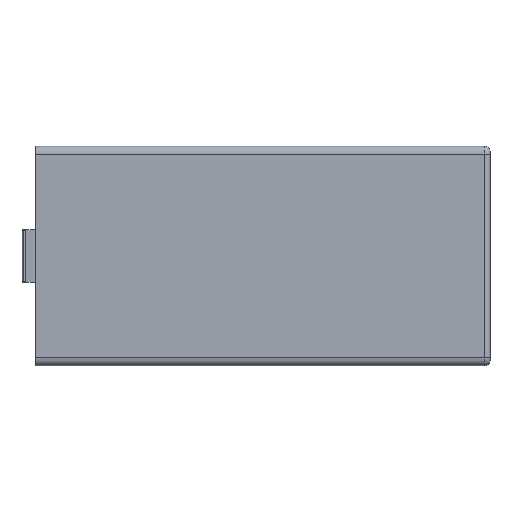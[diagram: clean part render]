
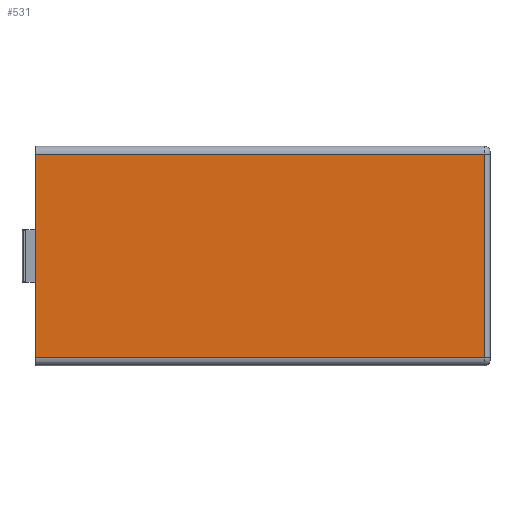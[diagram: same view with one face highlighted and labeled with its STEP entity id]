
A CAD part, front view. The second image highlights one B-rep face of the part: STEP entity #531.
In plain terms, the highlighted planar face has unit normal (0, -1, 0).
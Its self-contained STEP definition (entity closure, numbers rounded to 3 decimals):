
#55 = ORIENTED_EDGE ( 'NONE', *, *, #1627, .T. ) ;
#115 = PLANE ( 'NONE',  #973 ) ;
#205 = LINE ( 'NONE', #1793, #1240 ) ;
#253 = CARTESIAN_POINT ( 'NONE',  ( 42.5, 0., 19.5 ) ) ;
#289 = FACE_OUTER_BOUND ( 'NONE', #553, .T. ) ;
#412 = CARTESIAN_POINT ( 'NONE',  ( 42.5, 0., -19.5 ) ) ;
#485 = DIRECTION ( 'NONE',  ( 1., 0., 0. ) ) ;
#495 = LINE ( 'NONE', #1657, #977 ) ;
#531 = ADVANCED_FACE ( 'NONE', ( #289 ), #115, .F. ) ;
#553 = EDGE_LOOP ( 'NONE', ( #55, #1812, #1569, #1872 ) ) ;
#696 = EDGE_CURVE ( 'NONE', #1074, #1435, #1162, .T. ) ;
#718 = DIRECTION ( 'NONE',  ( 0., 0., 1. ) ) ;
#728 = DIRECTION ( 'NONE',  ( -1., 0., 0. ) ) ;
#799 = DIRECTION ( 'NONE',  ( 0., 0., 1. ) ) ;
#929 = EDGE_CURVE ( 'NONE', #1864, #1711, #495, .T. ) ;
#973 = AXIS2_PLACEMENT_3D ( 'NONE', #1860, #1580, #718 ) ;
#977 = VECTOR ( 'NONE', #799, 1000. ) ;
#1030 = EDGE_CURVE ( 'NONE', #1711, #1435, #1603, .T. ) ;
#1074 = VERTEX_POINT ( 'NONE', #1479 ) ;
#1115 = VECTOR ( 'NONE', #1764, 1000. ) ;
#1162 = LINE ( 'NONE', #1753, #1115 ) ;
#1240 = VECTOR ( 'NONE', #485, 1000. ) ;
#1435 = VERTEX_POINT ( 'NONE', #1598 ) ;
#1479 = CARTESIAN_POINT ( 'NONE',  ( -43.5, 0., -19.5 ) ) ;
#1569 = ORIENTED_EDGE ( 'NONE', *, *, #1030, .T. ) ;
#1580 = DIRECTION ( 'NONE',  ( 0., 1., 0. ) ) ;
#1598 = CARTESIAN_POINT ( 'NONE',  ( -43.5, 0., 19.5 ) ) ;
#1603 = LINE ( 'NONE', #1756, #1790 ) ;
#1627 = EDGE_CURVE ( 'NONE', #1074, #1864, #205, .T. ) ;
#1657 = CARTESIAN_POINT ( 'NONE',  ( 42.5, 0., 0. ) ) ;
#1711 = VERTEX_POINT ( 'NONE', #253 ) ;
#1753 = CARTESIAN_POINT ( 'NONE',  ( -43.5, 0., -21. ) ) ;
#1756 = CARTESIAN_POINT ( 'NONE',  ( 0., 0., 19.5 ) ) ;
#1764 = DIRECTION ( 'NONE',  ( 0., 0., 1. ) ) ;
#1790 = VECTOR ( 'NONE', #728, 1000. ) ;
#1793 = CARTESIAN_POINT ( 'NONE',  ( 0., 0., -19.5 ) ) ;
#1812 = ORIENTED_EDGE ( 'NONE', *, *, #929, .T. ) ;
#1860 = CARTESIAN_POINT ( 'NONE',  ( 0., 0., 0. ) ) ;
#1864 = VERTEX_POINT ( 'NONE', #412 ) ;
#1872 = ORIENTED_EDGE ( 'NONE', *, *, #696, .F. ) ;
